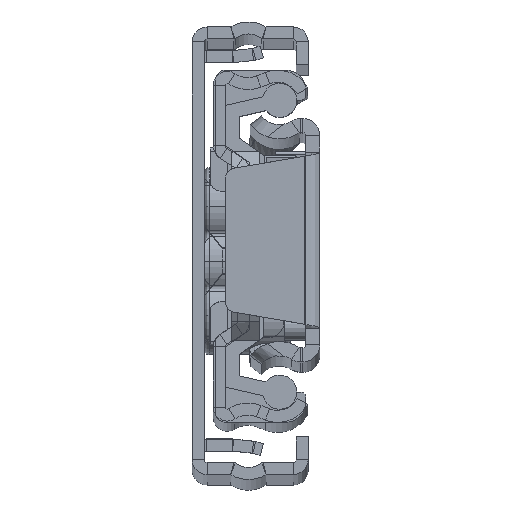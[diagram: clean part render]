
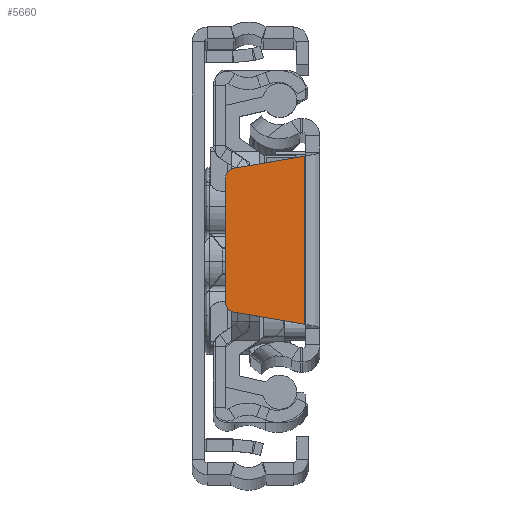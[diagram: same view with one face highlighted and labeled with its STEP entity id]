
A CAD part, top view. The second image highlights one B-rep face of the part: STEP entity #5660.
In plain terms, the highlighted planar face has unit normal (0, 0, 1).
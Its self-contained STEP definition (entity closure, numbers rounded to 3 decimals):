
#203 = CARTESIAN_POINT ( 'NONE',  ( -8.4, -6.156, 0. ) ) ;
#575 = VERTEX_POINT ( 'NONE', #6203 ) ;
#1219 = EDGE_CURVE ( 'NONE', #1226, #2231, #4061, .T. ) ;
#1226 = VERTEX_POINT ( 'NONE', #16864 ) ;
#1744 = PLANE ( 'NONE',  #12796 ) ;
#2039 = ORIENTED_EDGE ( 'NONE', *, *, #1219, .F. ) ;
#2216 = CARTESIAN_POINT ( 'NONE',  ( -9.4, -6.156, 0. ) ) ;
#2231 = VERTEX_POINT ( 'NONE', #2216 ) ;
#2869 = EDGE_CURVE ( 'NONE', #14927, #7034, #17054, .T. ) ;
#3049 = FACE_OUTER_BOUND ( 'NONE', #8932, .T. ) ;
#3103 = EDGE_CURVE ( 'NONE', #575, #19575, #6122, .T. ) ;
#3563 = EDGE_CURVE ( 'NONE', #2231, #575, #16786, .T. ) ;
#3629 = DIRECTION ( 'NONE',  ( 0., -1., 0. ) ) ;
#4042 = AXIS2_PLACEMENT_3D ( 'NONE', #6231, #12891, #7757 ) ;
#4061 = CIRCLE ( 'NONE', #10682, 1. ) ;
#4261 = CARTESIAN_POINT ( 'NONE',  ( -8.568, -7.142, 0. ) ) ;
#4376 = VECTOR ( 'NONE', #14293, 1000. ) ;
#4411 = EDGE_CURVE ( 'NONE', #7034, #1226, #15933, .T. ) ;
#5214 = CARTESIAN_POINT ( 'NONE',  ( -9.4, 6.156, 0. ) ) ;
#5660 = ADVANCED_FACE ( 'NONE', ( #3049 ), #1744, .F. ) ;
#5682 = CARTESIAN_POINT ( 'NONE',  ( -1.5, 8.35, 0. ) ) ;
#6122 = CIRCLE ( 'NONE', #4042, 1. ) ;
#6203 = CARTESIAN_POINT ( 'NONE',  ( -9.4, 6.156, 0. ) ) ;
#6231 = CARTESIAN_POINT ( 'NONE',  ( -8.4, 6.156, 0. ) ) ;
#6838 = VECTOR ( 'NONE', #8267, 1000. ) ;
#7034 = VERTEX_POINT ( 'NONE', #16339 ) ;
#7757 = DIRECTION ( 'NONE',  ( -1., 0., 0. ) ) ;
#7908 = CARTESIAN_POINT ( 'NONE',  ( -1.5, 8.35, 0. ) ) ;
#8267 = DIRECTION ( 'NONE',  ( 0., 1., 0. ) ) ;
#8367 = DIRECTION ( 'NONE',  ( -1., 0., 0. ) ) ;
#8386 = CARTESIAN_POINT ( 'NONE',  ( -8.568, 7.142, 0. ) ) ;
#8798 = ORIENTED_EDGE ( 'NONE', *, *, #3563, .F. ) ;
#8932 = EDGE_LOOP ( 'NONE', ( #17209, #10721, #17103, #8798, #2039, #17829 ) ) ;
#10682 = AXIS2_PLACEMENT_3D ( 'NONE', #203, #18827, #18495 ) ;
#10721 = ORIENTED_EDGE ( 'NONE', *, *, #19404, .F. ) ;
#12011 = LINE ( 'NONE', #5682, #13508 ) ;
#12796 = AXIS2_PLACEMENT_3D ( 'NONE', #21362, #18173, #8367 ) ;
#12891 = DIRECTION ( 'NONE',  ( 0., 0., -1. ) ) ;
#13508 = VECTOR ( 'NONE', #18981, 1000. ) ;
#13767 = VECTOR ( 'NONE', #3629, 1000. ) ;
#14293 = DIRECTION ( 'NONE',  ( -0.986, 0.168, 0. ) ) ;
#14927 = VERTEX_POINT ( 'NONE', #7908 ) ;
#15296 = CARTESIAN_POINT ( 'NONE',  ( -1.5, -8.35, 0. ) ) ;
#15933 = LINE ( 'NONE', #4261, #4376 ) ;
#16339 = CARTESIAN_POINT ( 'NONE',  ( -1.5, -8.35, 0. ) ) ;
#16786 = LINE ( 'NONE', #5214, #6838 ) ;
#16864 = CARTESIAN_POINT ( 'NONE',  ( -8.568, -7.142, 0. ) ) ;
#17054 = LINE ( 'NONE', #15296, #13767 ) ;
#17103 = ORIENTED_EDGE ( 'NONE', *, *, #3103, .F. ) ;
#17209 = ORIENTED_EDGE ( 'NONE', *, *, #2869, .F. ) ;
#17829 = ORIENTED_EDGE ( 'NONE', *, *, #4411, .F. ) ;
#18173 = DIRECTION ( 'NONE',  ( 0., 0., -1. ) ) ;
#18495 = DIRECTION ( 'NONE',  ( -1., 0., 0. ) ) ;
#18827 = DIRECTION ( 'NONE',  ( 0., 0., -1. ) ) ;
#18981 = DIRECTION ( 'NONE',  ( 0.986, 0.168, 0. ) ) ;
#19404 = EDGE_CURVE ( 'NONE', #19575, #14927, #12011, .T. ) ;
#19575 = VERTEX_POINT ( 'NONE', #8386 ) ;
#21362 = CARTESIAN_POINT ( 'NONE',  ( -8.4, 6.156, 0. ) ) ;
